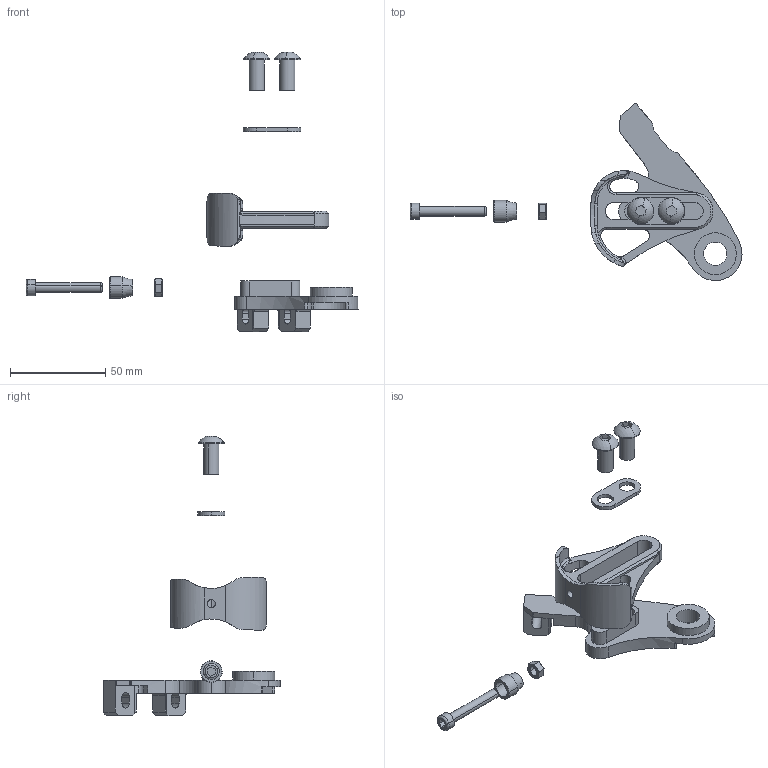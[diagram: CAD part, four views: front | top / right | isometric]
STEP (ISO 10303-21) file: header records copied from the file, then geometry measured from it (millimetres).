
FILE_DESCRIPTION (( 'STEP AP214' ), '1' );
FILE_NAME ('DR4041Flange.STEP', '2018-09-11T16:21:25', ( 'JeffCAD' ), ( 'Microsoft' ), 'SwSTEP 2.0', 'SolidWorks 2018', '' );
FILE_SCHEMA (( 'AUTOMOTIVE_DESIGN' ));
Length unit declared in the file: inch
Products named in the file (8): MS5001; MS2016; MS2013; MS2012; MS1013; DR4041; DS0001; DR4041Flange
Assembly tree (8 placements, depth 2):
  DR4041Flange
    DS0001
    DR4041
    MS1013
    MS2012  x2
    MS2013
    MS2016
    MS5001
Bounding box: 174.06 x 92.78 x 146.63 mm (x, y, z)
Volume: 36407.6 mm3; surface area: 22283 mm2
Topology: 8 solids, 8 shells, 313 faces, 817 edges, 520 vertices
Faces by surface type: cylinder 137, plane 100, torus 29, cone 26, bspline 17, sphere 4
Entity records: 11251 total; most frequent: CARTESIAN_POINT 3778, ORIENTED_EDGE 1558, DIRECTION 1419, EDGE_CURVE 779, AXIS2_PLACEMENT_3D 558, VERTEX_POINT 496, EDGE_LOOP 325, VECTOR 303
